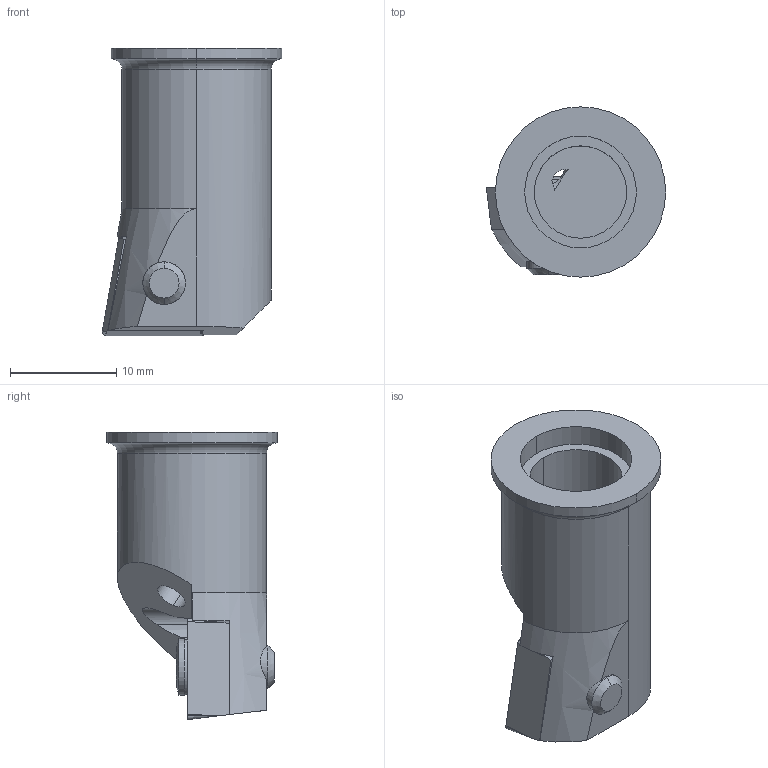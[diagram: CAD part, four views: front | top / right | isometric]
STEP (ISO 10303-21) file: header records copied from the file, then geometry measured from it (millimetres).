
FILE_DESCRIPTION(('no description'),'unknown implementation level');
FILE_NAME('E8004A49-8BAA-4658-A6C5-83227B866F1D_export.stp',' ',('CIMSOURCE GmbH'),('CADClick - KiM GmbH - www.kimweb.de'),'unknown preprocess','ACIS','unknown authorization');
FILE_SCHEMA(('automotive_design'));
Length unit declared in the file: millimetre
Products named in the file (3): 615.423|694.141 ETL M4x9.2 T15 IP 10S;Kreismuster1; 615.423|0640.008;Kombinieren1; 615.423|615.423 Wendeplattenhalter E18 CC09;NONE
Bounding box: 16.85 x 16 x 27 mm (x, y, z)
Volume: 2594.3 mm3; surface area: 2395.4 mm2
Topology: 3 solids, 3 shells, 108 faces, 277 edges, 170 vertices
Faces by surface type: cylinder 46, plane 33, cone 19, torus 10
Entity records: 6472 total; most frequent: CARTESIAN_POINT 648, DIRECTION 621, STYLED_ITEM 552, PRESENTATION_STYLE_ASSIGNMENT 552, COLOUR_RGB 552, ORIENTED_EDGE 542, EDGE_CURVE 271, CURVE_STYLE 271
